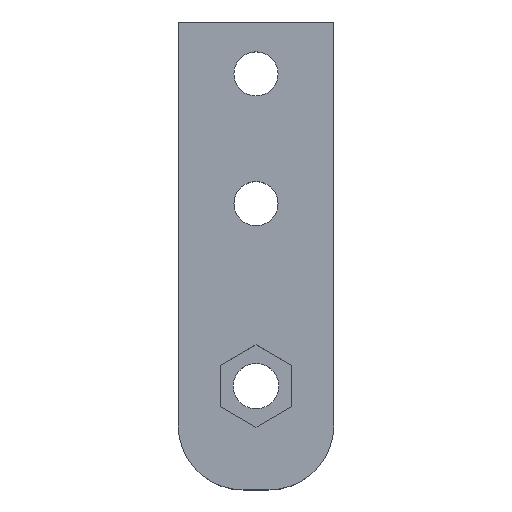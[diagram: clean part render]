
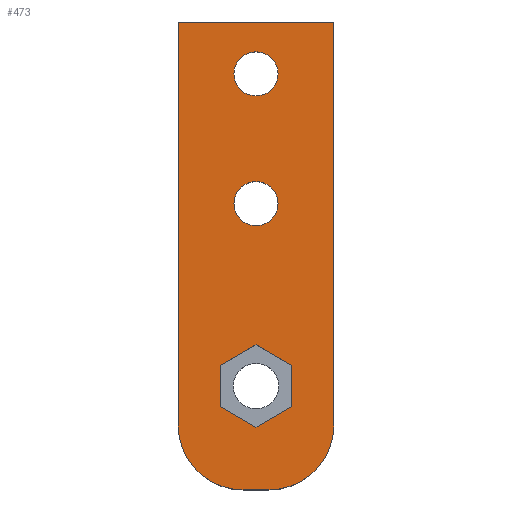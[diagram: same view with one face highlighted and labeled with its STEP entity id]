
A CAD part, top view. The second image highlights one B-rep face of the part: STEP entity #473.
In plain terms, the highlighted planar face has unit normal (0, 0, 1).
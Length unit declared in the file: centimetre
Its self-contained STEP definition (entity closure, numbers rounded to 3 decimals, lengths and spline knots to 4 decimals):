
#255=VERTEX_POINT('',#2948);
#256=VERTEX_POINT('',#2950);
#258=VERTEX_POINT('',#2956);
#260=VERTEX_POINT('',#2962);
#262=VERTEX_POINT('',#2968);
#264=VERTEX_POINT('',#2974);
#266=VERTEX_POINT('',#2984);
#268=VERTEX_POINT('',#2989);
#269=VERTEX_POINT('',#2992);
#270=VERTEX_POINT('',#2993);
#271=VERTEX_POINT('',#2995);
#272=VERTEX_POINT('',#2997);
#273=VERTEX_POINT('',#2999);
#274=VERTEX_POINT('',#3001);
#285=EDGE_CURVE('',#256,#255,#1634,.T.);
#288=EDGE_CURVE('',#258,#256,#1637,.T.);
#291=EDGE_CURVE('',#260,#258,#1640,.T.);
#294=EDGE_CURVE('',#262,#260,#1643,.T.);
#297=EDGE_CURVE('',#264,#262,#1646,.T.);
#300=EDGE_CURVE('',#255,#264,#1649,.T.);
#302=EDGE_CURVE('',#266,#266,#798,.T.);
#304=EDGE_CURVE('',#268,#268,#800,.T.);
#305=EDGE_CURVE('',#269,#270,#1650,.T.);
#306=EDGE_CURVE('',#271,#269,#1651,.T.);
#307=EDGE_CURVE('',#272,#271,#801,.T.);
#308=EDGE_CURVE('',#273,#272,#1652,.T.);
#309=EDGE_CURVE('',#274,#273,#802,.T.);
#310=EDGE_CURVE('',#270,#274,#1653,.T.);
#360=ORIENTED_EDGE('',*,*,#285,.T.);
#361=ORIENTED_EDGE('',*,*,#300,.T.);
#362=ORIENTED_EDGE('',*,*,#297,.T.);
#363=ORIENTED_EDGE('',*,*,#294,.T.);
#364=ORIENTED_EDGE('',*,*,#291,.T.);
#365=ORIENTED_EDGE('',*,*,#288,.T.);
#366=ORIENTED_EDGE('',*,*,#305,.F.);
#367=ORIENTED_EDGE('',*,*,#306,.F.);
#368=ORIENTED_EDGE('',*,*,#307,.F.);
#369=ORIENTED_EDGE('',*,*,#308,.F.);
#370=ORIENTED_EDGE('',*,*,#309,.F.);
#371=ORIENTED_EDGE('',*,*,#310,.F.);
#372=ORIENTED_EDGE('',*,*,#304,.T.);
#373=ORIENTED_EDGE('',*,*,#302,.T.);
#421=EDGE_LOOP('',(#360,#361,#362,#363,#364,#365));
#422=EDGE_LOOP('',(#366,#367,#368,#369,#370,#371));
#423=EDGE_LOOP('',(#372));
#424=EDGE_LOOP('',(#373));
#449=FACE_BOUND('',#421,.T.);
#450=FACE_BOUND('',#422,.T.);
#451=FACE_BOUND('',#423,.T.);
#452=FACE_BOUND('',#424,.T.);
#473=ADVANCED_FACE('',(#449,#450,#451,#452),#2416,.T.);
#798=CIRCLE('',#2245,0.17);
#800=CIRCLE('',#2248,0.17);
#801=CIRCLE('',#2250,0.5);
#802=CIRCLE('',#2251,0.5);
#1634=LINE('',#2949,#2340);
#1637=LINE('',#2955,#2343);
#1640=LINE('',#2961,#2346);
#1643=LINE('',#2967,#2349);
#1646=LINE('',#2973,#2352);
#1649=LINE('',#2978,#2355);
#1650=LINE('',#2991,#2356);
#1651=LINE('',#2994,#2357);
#1652=LINE('',#2998,#2358);
#1653=LINE('',#3002,#2359);
#2245=AXIS2_PLACEMENT_3D('',#2983,#2642,#2643);
#2248=AXIS2_PLACEMENT_3D('',#2988,#2648,#2649);
#2249=AXIS2_PLACEMENT_3D('',#2990,#2650,$);
#2250=AXIS2_PLACEMENT_3D('',#2996,#2653,#2654);
#2251=AXIS2_PLACEMENT_3D('',#3000,#2656,#2657);
#2340=VECTOR('',#2616,1.);
#2343=VECTOR('',#2620,1.);
#2346=VECTOR('',#2624,1.);
#2349=VECTOR('',#2628,1.);
#2352=VECTOR('',#2632,1.);
#2355=VECTOR('',#2636,1.);
#2356=VECTOR('',#2651,1.);
#2357=VECTOR('',#2652,1.);
#2358=VECTOR('',#2655,1.);
#2359=VECTOR('',#2658,1.);
#2416=PLANE('',#2249);
#2616=DIRECTION('',(0.866,0.5,0.));
#2620=DIRECTION('',(0.,1.,0.));
#2624=DIRECTION('',(-0.866,0.5,0.));
#2628=DIRECTION('',(-0.866,-0.5,0.));
#2632=DIRECTION('',(0.,-1.,0.));
#2636=DIRECTION('',(0.866,-0.5,0.));
#2642=DIRECTION('',(0.,0.,-1.));
#2643=DIRECTION('',(0.17,0.,0.));
#2648=DIRECTION('',(0.,0.,-1.));
#2649=DIRECTION('',(0.17,0.,0.));
#2650=DIRECTION('',(0.,0.,1.));
#2651=DIRECTION('',(1.,0.,0.));
#2652=DIRECTION('',(0.,1.,0.));
#2653=DIRECTION('',(0.,0.,-1.));
#2654=DIRECTION('',(0.5,0.,0.));
#2655=DIRECTION('',(-1.,0.,0.));
#2656=DIRECTION('',(0.,0.,-1.));
#2657=DIRECTION('',(0.5,0.,0.));
#2658=DIRECTION('',(0.,-1.,0.));
#2948=CARTESIAN_POINT('',(0.,-0.4036,0.65));
#2949=CARTESIAN_POINT('',(0.0989,-0.3465,0.65));
#2950=CARTESIAN_POINT('',(-0.275,-0.5623,0.65));
#2955=CARTESIAN_POINT('',(-0.275,-0.1752,0.65));
#2956=CARTESIAN_POINT('',(-0.275,-0.8799,0.65));
#2961=CARTESIAN_POINT('',(-0.3739,-0.8228,0.65));
#2962=CARTESIAN_POINT('',(0.,-1.0386,0.65));
#2967=CARTESIAN_POINT('',(0.3739,-0.8228,0.65));
#2968=CARTESIAN_POINT('',(0.275,-0.8799,0.65));
#2973=CARTESIAN_POINT('',(0.275,-0.1752,0.65));
#2974=CARTESIAN_POINT('',(0.275,-0.5623,0.65));
#2978=CARTESIAN_POINT('',(-0.0989,-0.3465,0.65));
#2983=CARTESIAN_POINT('',(0.,0.6839,0.65));
#2984=CARTESIAN_POINT('',(-0.17,0.6839,0.65));
#2988=CARTESIAN_POINT('',(0.,1.6839,0.65));
#2989=CARTESIAN_POINT('',(-0.17,1.6839,0.65));
#2990=CARTESIAN_POINT('',(0.,0.3707,0.65));
#2991=CARTESIAN_POINT('',(0.6,2.0839,0.65));
#2992=CARTESIAN_POINT('',(-0.6,2.0839,0.65));
#2993=CARTESIAN_POINT('',(0.6,2.0839,0.65));
#2994=CARTESIAN_POINT('',(-0.6,2.0839,0.65));
#2995=CARTESIAN_POINT('',(-0.6,-1.0211,0.65));
#2996=CARTESIAN_POINT('',(-0.1,-1.0211,0.65));
#2997=CARTESIAN_POINT('',(-0.1,-1.5211,0.65));
#2998=CARTESIAN_POINT('',(-0.1,-1.5211,0.65));
#2999=CARTESIAN_POINT('',(0.1,-1.5211,0.65));
#3000=CARTESIAN_POINT('',(0.1,-1.0211,0.65));
#3001=CARTESIAN_POINT('',(0.6,-1.0211,0.65));
#3002=CARTESIAN_POINT('',(0.6,-1.0211,0.65));
